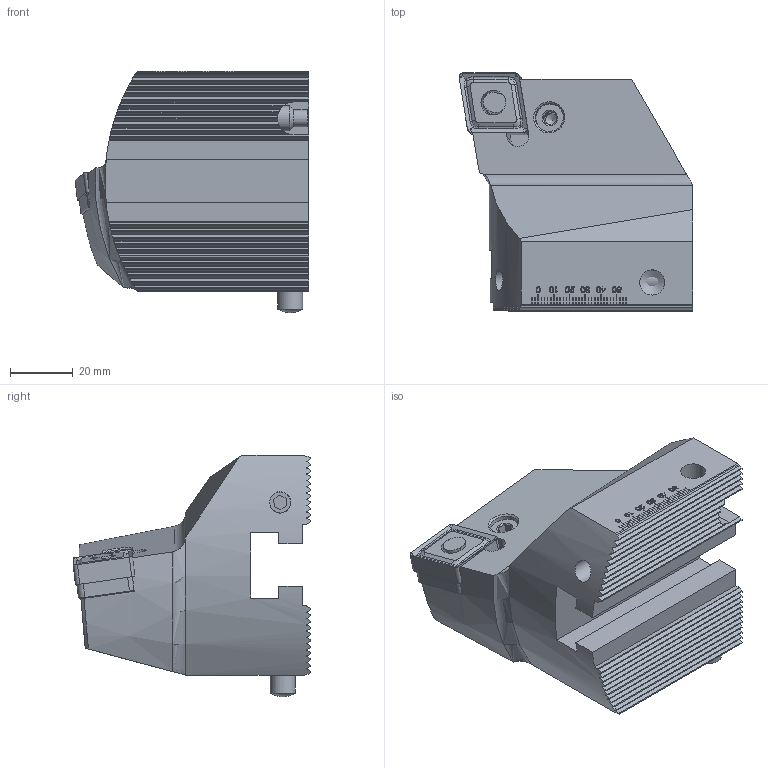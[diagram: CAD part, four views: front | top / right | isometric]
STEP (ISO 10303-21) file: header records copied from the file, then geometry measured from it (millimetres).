
FILE_DESCRIPTION (( 'STEP AP214' ), '1' );
FILE_NAME ('VK1.WCF.101.075.STEP', '2020-08-13T15:11:35', ( '' ), ( '' ), 'SwSTEP 2.0', 'SolidWorks 2017', '' );
FILE_SCHEMA (( 'AUTOMOTIVE_DESIGN' ));
Length unit declared in the file: millimetre
Products named in the file (10): WCF-ER2.101.004_A; VK1-WCF.101.075_A; WCF-ER4.101.027_A; WCF-ER1.101.000; WCF; ISO 8734 - 8 x 20 m6; CNMG190612; ISO 4028 - M8 x 35; WCF-ER3.101.000_A; VK1.WCF.101.075
Assembly tree (9 placements, depth 3):
  VK1.WCF.101.075
    VK1-WCF.101.075_A
    WCF
      WCF-ER4.101.027_A
      WCF-ER3.101.000_A
    WCF-ER1.101.000
    WCF-ER2.101.004_A
    CNMG190612
    ISO 4028 - M8 x 35
    ISO 8734 - 8 x 20 m6
Bounding box: 74.52 x 75.79 x 76.91 mm (x, y, z)
Volume: 205922.1 mm3; surface area: 36668.8 mm2
Topology: 8 solids, 8 shells, 600 faces, 1577 edges, 1008 vertices
Faces by surface type: plane 392, bspline 99, cylinder 64, cone 36, torus 7, sphere 2
Full cylindrical faces by diameter (mm): 4.45 x1, 5.5 x1, 6.8 x1, 7.94 x1, 8 x4, 8.6 x1, 9 x1, 9.6 x1, 9.9 x2, 10 x1, 10.2 x1
Entity records: 28456 total; most frequent: CARTESIAN_POINT 10303, ORIENTED_EDGE 3060, DIRECTION 2370, EDGE_CURVE 1530, VECTOR 1018, LINE 1018, VERTEX_POINT 998, AXIS2_PLACEMENT_3D 676
